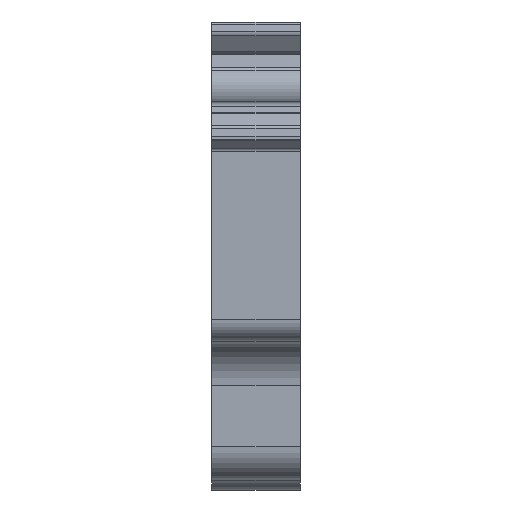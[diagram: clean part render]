
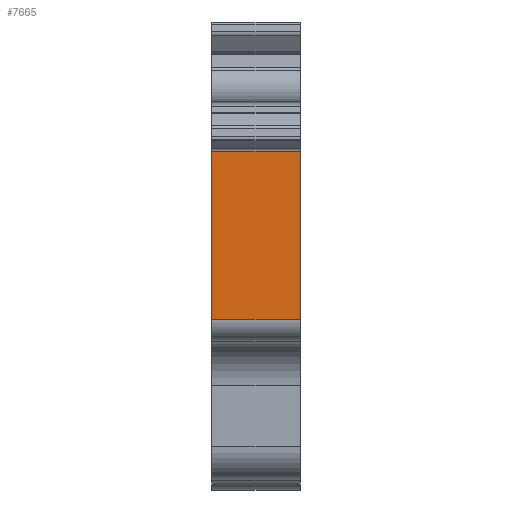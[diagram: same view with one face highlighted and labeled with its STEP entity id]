
A CAD part, left-side view. The second image highlights one B-rep face of the part: STEP entity #7665.
In plain terms, the highlighted face is planar.
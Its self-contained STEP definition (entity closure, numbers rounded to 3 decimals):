
#1017 = VERTEX_POINT ( 'NONE', #10245 ) ;
#1322 = DIRECTION ( 'NONE',  ( 1., 0., 0. ) ) ;
#1564 = VECTOR ( 'NONE', #2710, 1000. ) ;
#2244 = CARTESIAN_POINT ( 'NONE',  ( 0., 33.523, 7.843 ) ) ;
#2470 = LINE ( 'NONE', #2244, #11357 ) ;
#2613 = VERTEX_POINT ( 'NONE', #3829 ) ;
#2636 = LINE ( 'NONE', #8312, #3256 ) ;
#2710 = DIRECTION ( 'NONE',  ( 0., 0., -1. ) ) ;
#3256 = VECTOR ( 'NONE', #4618, 1000. ) ;
#3332 = VECTOR ( 'NONE', #9832, 1000. ) ;
#3829 = CARTESIAN_POINT ( 'NONE',  ( 0., 33.523, 7.843 ) ) ;
#3862 = ORIENTED_EDGE ( 'NONE', *, *, #5206, .F. ) ;
#3909 = EDGE_LOOP ( 'NONE', ( #11936, #3862, #4939, #6498 ) ) ;
#3932 = EDGE_CURVE ( 'NONE', #5089, #11244, #5159, .T. ) ;
#4505 = LINE ( 'NONE', #5217, #1564 ) ;
#4580 = EDGE_CURVE ( 'NONE', #1017, #2613, #4505, .T. ) ;
#4581 = AXIS2_PLACEMENT_3D ( 'NONE', #5781, #12186, #7570 ) ;
#4618 = DIRECTION ( 'NONE',  ( 1., 0., 0. ) ) ;
#4939 = ORIENTED_EDGE ( 'NONE', *, *, #4580, .F. ) ;
#5089 = VERTEX_POINT ( 'NONE', #7450 ) ;
#5159 = LINE ( 'NONE', #7182, #3332 ) ;
#5206 = EDGE_CURVE ( 'NONE', #2613, #11244, #2470, .T. ) ;
#5217 = CARTESIAN_POINT ( 'NONE',  ( 0., 33.523, 7.843 ) ) ;
#5781 = CARTESIAN_POINT ( 'NONE',  ( 0., 33.523, 7.843 ) ) ;
#6498 = ORIENTED_EDGE ( 'NONE', *, *, #9840, .T. ) ;
#6581 = PLANE ( 'NONE',  #4581 ) ;
#7182 = CARTESIAN_POINT ( 'NONE',  ( 8., 33.523, 7.843 ) ) ;
#7450 = CARTESIAN_POINT ( 'NONE',  ( 8., 33.523, 22.997 ) ) ;
#7570 = DIRECTION ( 'NONE',  ( 0., 0., 1. ) ) ;
#7665 = ADVANCED_FACE ( 'NONE', ( #9534 ), #6581, .F. ) ;
#8312 = CARTESIAN_POINT ( 'NONE',  ( 0., 33.523, 22.997 ) ) ;
#9534 = FACE_OUTER_BOUND ( 'NONE', #3909, .T. ) ;
#9832 = DIRECTION ( 'NONE',  ( 0., 0., -1. ) ) ;
#9840 = EDGE_CURVE ( 'NONE', #1017, #5089, #2636, .T. ) ;
#10245 = CARTESIAN_POINT ( 'NONE',  ( 0., 33.523, 22.997 ) ) ;
#10753 = CARTESIAN_POINT ( 'NONE',  ( 8., 33.523, 7.843 ) ) ;
#11244 = VERTEX_POINT ( 'NONE', #10753 ) ;
#11357 = VECTOR ( 'NONE', #1322, 1000. ) ;
#11936 = ORIENTED_EDGE ( 'NONE', *, *, #3932, .T. ) ;
#12186 = DIRECTION ( 'NONE',  ( 0., -1., 0. ) ) ;
